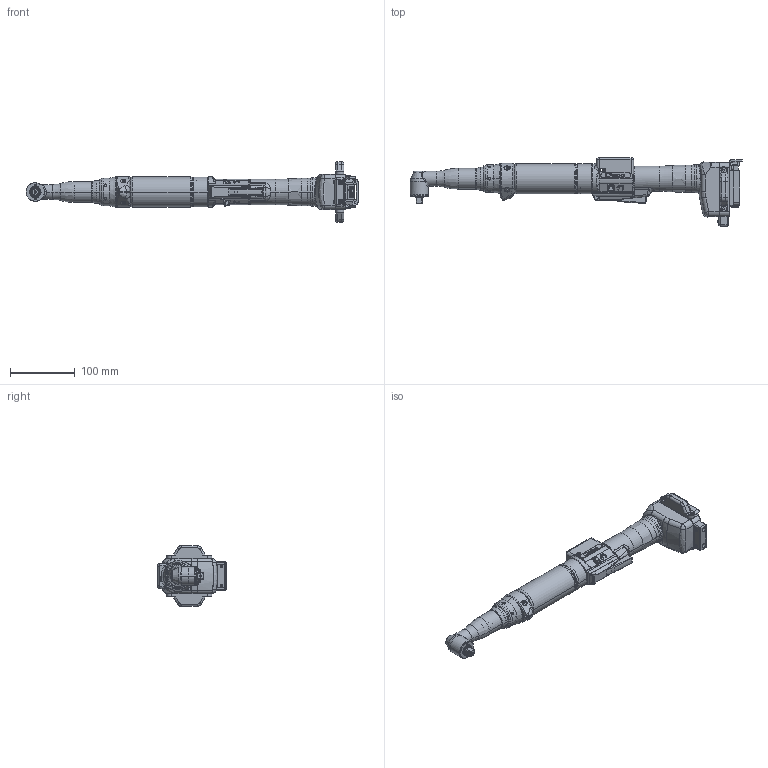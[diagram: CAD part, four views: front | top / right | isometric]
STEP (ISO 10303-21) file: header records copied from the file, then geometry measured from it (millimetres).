
FILE_DESCRIPTION((''),'2;1');
FILE_NAME('47BAYB28P3_SW0001','2015-11-11T',('J380X'),(''),'PRO/ENGINEER BY PARAMETRIC TECHNOLOGY CORPORATION, 2010140','PRO/ENGINEER BY PARAMETRIC TECHNOLOGY CORPORATION, 2010140','');
FILE_SCHEMA(('CONFIG_CONTROL_DESIGN'));
Products named in the file (1): 47BAYB28P3_SW0001
Bounding box: 512 x 104.95 x 93.5 mm (x, y, z)
Volume: 278310.8 mm3; surface area: 232705.6 mm2
Topology: 8 solids, 9 shells, 7439 faces, 20558 edges, 13359 vertices
Faces by surface type: plane 5550, cylinder 1159, bspline 282, cone 186, torus 172, sphere 84, extrusion 6
Entity records: 270563 total; most frequent: CARTESIAN_POINT 83454, ORIENTED_EDGE 41100, DIRECTION 35555, EDGE_CURVE 20550, VECTOR 15613, LINE 15607, VERTEX_POINT 13359, AXIS2_PLACEMENT_3D 9971
